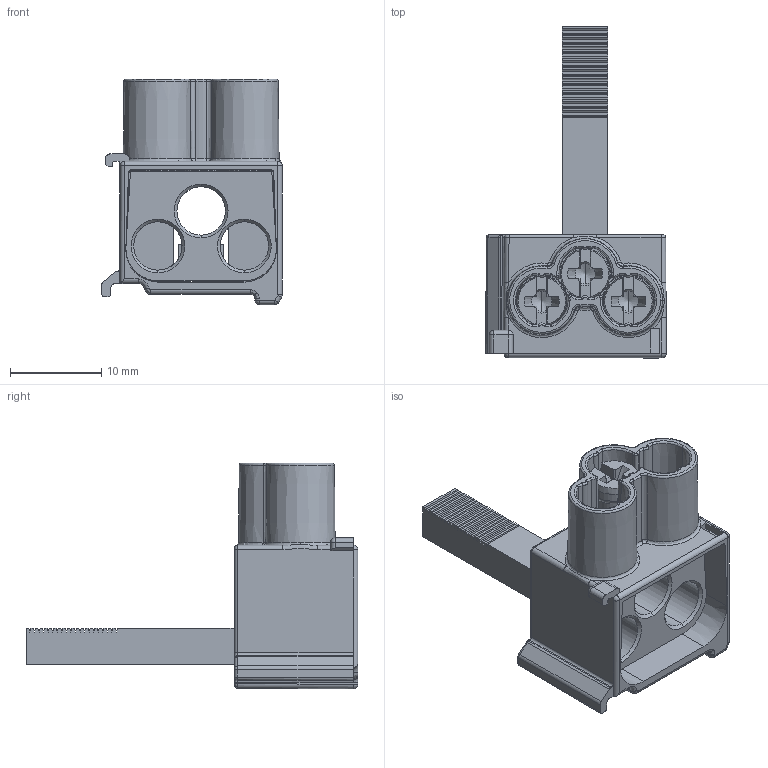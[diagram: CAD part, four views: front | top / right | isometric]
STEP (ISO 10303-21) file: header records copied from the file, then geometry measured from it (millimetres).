
FILE_DESCRIPTION((''),'2;1');
FILE_NAME('2010820_AS_3X16_SLK_23_ASM','2025-06-16T14:12:36',('sebastjan.kamensek'),('Audax d.o.o.'),'CREO PARAMETRIC BY PTC INC, 2023014','CREO PARAMETRIC BY PTC INC, 2023014','');
FILE_SCHEMA(('AP242_MANAGED_MODEL_BASED_3D_ENGINEERING_MIM_LF { 1 0 10303 442 1 1 4 }'));
Length unit declared in the file: millimetre
Products named in the file (5): 1500218_KLEMMKOERPER_AS3X16_SNK; 1300289_ISOLIERGEHAEUSE-AS3X16_; 19001XX_ZYLINDERKOPF-KOMBISCHLI; 2010820_AS_3X16_SLK_23_1_ASM; 2010820_AS_3X16_SLK_23_ASM
Assembly tree (6 placements, depth 3):
  2010820_AS_3X16_SLK_23_ASM
    2010820_AS_3X16_SLK_23_1_ASM
      1500218_KLEMMKOERPER_AS3X16_SNK
      1300289_ISOLIERGEHAEUSE-AS3X16_
      19001XX_ZYLINDERKOPF-KOMBISCHLI  x3
Bounding box: 19.8 x 36.4 x 24.74 mm (x, y, z)
Volume: 3163.8 mm3; surface area: 5213.1 mm2
Topology: 5 solids, 5 shells, 473 faces, 1249 edges, 758 vertices
Faces by surface type: plane 184, cylinder 110, cone 77, bspline 54, torus 38, sphere 10
Entity records: 18627 total; most frequent: CARTESIAN_POINT 5674, ORIENTED_EDGE 2050, DIRECTION 1792, PRESENTATION_STYLE_ASSIGNMENT 1034, STYLED_ITEM 1028, CURVE_STYLE 1025, EDGE_CURVE 1025, AXIS2_PLACEMENT_3D 642
